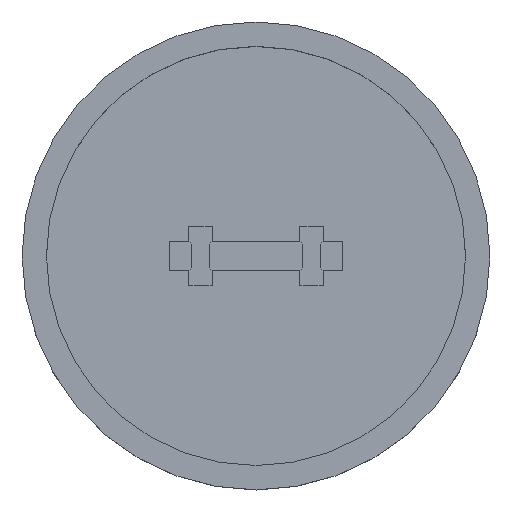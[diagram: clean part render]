
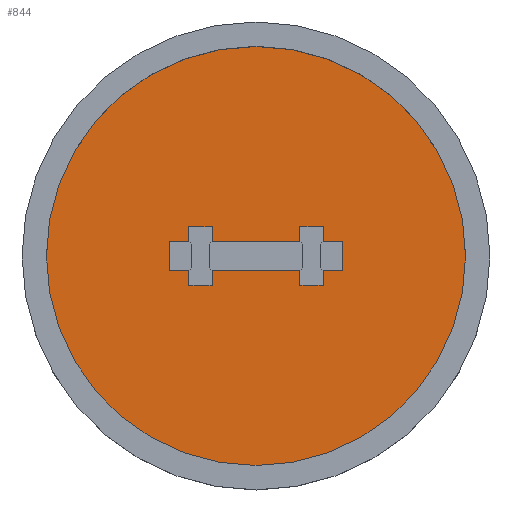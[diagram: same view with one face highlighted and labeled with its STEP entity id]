
A CAD part, top view. The second image highlights one B-rep face of the part: STEP entity #844.
In plain terms, the highlighted planar face has unit normal (0, 0, 1).
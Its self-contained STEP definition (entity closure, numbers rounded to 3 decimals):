
#16=FACE_BOUND('',#115,.T.);
#20=CIRCLE('',#907,10.75);
#68=FACE_OUTER_BOUND('',#114,.T.);
#114=EDGE_LOOP('',(#724));
#115=EDGE_LOOP('',(#725,#726,#727,#728,#729,#730,#731,#732,#733,#734,#735,
#736,#737,#738,#739,#740,#741,#742,#743,#744,#745,#746));
#122=LINE('',#1138,#231);
#136=LINE('',#1167,#245);
#140=LINE('',#1174,#249);
#143=LINE('',#1180,#252);
#146=LINE('',#1186,#255);
#149=LINE('',#1192,#258);
#162=LINE('',#1218,#271);
#165=LINE('',#1225,#274);
#169=LINE('',#1233,#278);
#182=LINE('',#1260,#291);
#186=LINE('',#1267,#295);
#189=LINE('',#1273,#298);
#202=LINE('',#1300,#311);
#206=LINE('',#1306,#315);
#208=LINE('',#1311,#317);
#211=LINE('',#1317,#320);
#214=LINE('',#1322,#323);
#216=LINE('',#1326,#325);
#218=LINE('',#1329,#327);
#220=LINE('',#1334,#329);
#223=LINE('',#1340,#332);
#226=LINE('',#1345,#335);
#231=VECTOR('',#921,10.);
#245=VECTOR('',#943,10.);
#249=VECTOR('',#949,10.);
#252=VECTOR('',#954,10.);
#255=VECTOR('',#959,10.);
#258=VECTOR('',#964,10.);
#271=VECTOR('',#985,10.);
#274=VECTOR('',#992,10.);
#278=VECTOR('',#998,10.);
#291=VECTOR('',#1019,10.);
#295=VECTOR('',#1025,10.);
#298=VECTOR('',#1030,10.);
#311=VECTOR('',#1051,10.);
#315=VECTOR('',#1057,10.);
#317=VECTOR('',#1063,10.);
#320=VECTOR('',#1068,10.);
#323=VECTOR('',#1073,10.);
#325=VECTOR('',#1079,10.);
#327=VECTOR('',#1083,10.);
#329=VECTOR('',#1089,10.);
#332=VECTOR('',#1094,10.);
#335=VECTOR('',#1099,10.);
#340=VERTEX_POINT('',#1136);
#341=VERTEX_POINT('',#1137);
#351=VERTEX_POINT('',#1165);
#352=VERTEX_POINT('',#1166);
#354=VERTEX_POINT('',#1173);
#356=VERTEX_POINT('',#1179);
#358=VERTEX_POINT('',#1185);
#360=VERTEX_POINT('',#1191);
#369=VERTEX_POINT('',#1217);
#370=VERTEX_POINT('',#1223);
#371=VERTEX_POINT('',#1224);
#374=VERTEX_POINT('',#1232);
#383=VERTEX_POINT('',#1258);
#384=VERTEX_POINT('',#1259);
#386=VERTEX_POINT('',#1266);
#388=VERTEX_POINT('',#1272);
#397=VERTEX_POINT('',#1298);
#398=VERTEX_POINT('',#1299);
#400=VERTEX_POINT('',#1310);
#402=VERTEX_POINT('',#1316);
#404=VERTEX_POINT('',#1333);
#406=VERTEX_POINT('',#1339);
#410=VERTEX_POINT('',#1355);
#414=EDGE_CURVE('',#340,#341,#122,.T.);
#428=EDGE_CURVE('',#351,#352,#136,.T.);
#432=EDGE_CURVE('',#354,#351,#140,.T.);
#435=EDGE_CURVE('',#341,#356,#143,.T.);
#438=EDGE_CURVE('',#356,#358,#146,.T.);
#441=EDGE_CURVE('',#358,#360,#149,.T.);
#454=EDGE_CURVE('',#369,#354,#162,.T.);
#457=EDGE_CURVE('',#370,#371,#165,.T.);
#461=EDGE_CURVE('',#374,#370,#169,.T.);
#474=EDGE_CURVE('',#383,#384,#182,.T.);
#478=EDGE_CURVE('',#371,#386,#186,.T.);
#481=EDGE_CURVE('',#386,#388,#189,.T.);
#494=EDGE_CURVE('',#397,#398,#202,.T.);
#498=EDGE_CURVE('',#398,#383,#206,.T.);
#500=EDGE_CURVE('',#352,#400,#208,.T.);
#503=EDGE_CURVE('',#400,#402,#211,.T.);
#506=EDGE_CURVE('',#402,#340,#214,.T.);
#508=EDGE_CURVE('',#384,#369,#216,.T.);
#510=EDGE_CURVE('',#360,#374,#218,.T.);
#512=EDGE_CURVE('',#404,#397,#220,.T.);
#515=EDGE_CURVE('',#388,#406,#223,.T.);
#518=EDGE_CURVE('',#406,#404,#226,.T.);
#523=EDGE_CURVE('',#410,#410,#20,.T.);
#724=ORIENTED_EDGE('',*,*,#523,.F.);
#725=ORIENTED_EDGE('',*,*,#512,.T.);
#726=ORIENTED_EDGE('',*,*,#494,.T.);
#727=ORIENTED_EDGE('',*,*,#498,.T.);
#728=ORIENTED_EDGE('',*,*,#474,.T.);
#729=ORIENTED_EDGE('',*,*,#508,.T.);
#730=ORIENTED_EDGE('',*,*,#454,.T.);
#731=ORIENTED_EDGE('',*,*,#432,.T.);
#732=ORIENTED_EDGE('',*,*,#428,.T.);
#733=ORIENTED_EDGE('',*,*,#500,.T.);
#734=ORIENTED_EDGE('',*,*,#503,.T.);
#735=ORIENTED_EDGE('',*,*,#506,.T.);
#736=ORIENTED_EDGE('',*,*,#414,.T.);
#737=ORIENTED_EDGE('',*,*,#435,.T.);
#738=ORIENTED_EDGE('',*,*,#438,.T.);
#739=ORIENTED_EDGE('',*,*,#441,.T.);
#740=ORIENTED_EDGE('',*,*,#510,.T.);
#741=ORIENTED_EDGE('',*,*,#461,.T.);
#742=ORIENTED_EDGE('',*,*,#457,.T.);
#743=ORIENTED_EDGE('',*,*,#478,.T.);
#744=ORIENTED_EDGE('',*,*,#481,.T.);
#745=ORIENTED_EDGE('',*,*,#515,.T.);
#746=ORIENTED_EDGE('',*,*,#518,.T.);
#801=PLANE('',#906);
#844=ADVANCED_FACE('',(#68,#16),#801,.T.);
#906=AXIS2_PLACEMENT_3D('',#1354,#1110,#1111);
#907=AXIS2_PLACEMENT_3D('',#1356,#1112,#1113);
#921=DIRECTION('',(0.,-1.,0.));
#943=DIRECTION('',(0.,-1.,0.));
#949=DIRECTION('',(1.,0.,0.));
#954=DIRECTION('',(-1.,0.,0.));
#959=DIRECTION('',(-1.,0.,0.));
#964=DIRECTION('',(0.,1.,0.));
#985=DIRECTION('',(0.,1.,0.));
#992=DIRECTION('',(-1.,0.,0.));
#998=DIRECTION('',(0.,-1.,0.));
#1019=DIRECTION('',(0.,-1.,0.));
#1025=DIRECTION('',(-1.,0.,0.));
#1030=DIRECTION('',(0.,1.,0.));
#1051=DIRECTION('',(0.,1.,0.));
#1057=DIRECTION('',(1.,0.,0.));
#1063=DIRECTION('',(1.,0.,0.));
#1068=DIRECTION('',(0.,-1.,0.));
#1073=DIRECTION('',(-1.,0.,0.));
#1079=DIRECTION('',(1.,0.,0.));
#1083=DIRECTION('',(-1.,0.,0.));
#1089=DIRECTION('',(1.,0.,0.));
#1094=DIRECTION('',(-1.,0.,0.));
#1099=DIRECTION('',(0.,1.,0.));
#1110=DIRECTION('center_axis',(0.,0.,1.));
#1111=DIRECTION('ref_axis',(1.,0.,0.));
#1112=DIRECTION('center_axis',(0.,0.,-1.));
#1113=DIRECTION('ref_axis',(1.,0.,0.));
#1136=CARTESIAN_POINT('',(3.45,-0.75,1.));
#1137=CARTESIAN_POINT('',(3.45,-1.5,1.));
#1138=CARTESIAN_POINT('',(3.45,0.,1.));
#1165=CARTESIAN_POINT('',(3.45,1.5,1.));
#1166=CARTESIAN_POINT('',(3.45,0.75,1.));
#1167=CARTESIAN_POINT('',(3.45,1.5,1.));
#1173=CARTESIAN_POINT('',(2.25,1.5,1.));
#1174=CARTESIAN_POINT('',(2.85,1.5,1.));
#1179=CARTESIAN_POINT('',(2.85,-1.5,1.));
#1180=CARTESIAN_POINT('',(2.85,-1.5,1.));
#1185=CARTESIAN_POINT('',(2.25,-1.5,1.));
#1186=CARTESIAN_POINT('',(2.25,-1.5,1.));
#1191=CARTESIAN_POINT('',(2.25,-0.75,1.));
#1192=CARTESIAN_POINT('',(2.25,0.,1.));
#1217=CARTESIAN_POINT('',(2.25,0.75,1.));
#1218=CARTESIAN_POINT('',(2.25,1.5,1.));
#1223=CARTESIAN_POINT('',(-2.25,-1.5,1.));
#1224=CARTESIAN_POINT('',(-2.85,-1.5,1.));
#1225=CARTESIAN_POINT('',(-2.25,-1.5,1.));
#1232=CARTESIAN_POINT('',(-2.25,-0.75,1.));
#1233=CARTESIAN_POINT('',(-2.25,0.,1.));
#1258=CARTESIAN_POINT('',(-2.25,1.5,1.));
#1259=CARTESIAN_POINT('',(-2.25,0.75,1.));
#1260=CARTESIAN_POINT('',(-2.25,0.,1.));
#1266=CARTESIAN_POINT('',(-3.45,-1.5,1.));
#1267=CARTESIAN_POINT('',(-3.45,-1.5,1.));
#1272=CARTESIAN_POINT('',(-3.45,-0.75,1.));
#1273=CARTESIAN_POINT('',(-3.45,0.,1.));
#1298=CARTESIAN_POINT('',(-3.45,0.75,1.));
#1299=CARTESIAN_POINT('',(-3.45,1.5,1.));
#1300=CARTESIAN_POINT('',(-3.45,0.,1.));
#1306=CARTESIAN_POINT('',(-2.85,1.5,1.));
#1310=CARTESIAN_POINT('',(4.45,0.75,1.));
#1311=CARTESIAN_POINT('',(3.45,0.75,1.));
#1316=CARTESIAN_POINT('',(4.45,-0.75,1.));
#1317=CARTESIAN_POINT('',(4.45,0.75,1.));
#1322=CARTESIAN_POINT('',(3.45,-0.75,1.));
#1326=CARTESIAN_POINT('',(-2.25,0.75,1.));
#1329=CARTESIAN_POINT('',(-2.25,-0.75,1.));
#1333=CARTESIAN_POINT('',(-4.45,0.75,1.));
#1334=CARTESIAN_POINT('',(-3.45,0.75,1.));
#1339=CARTESIAN_POINT('',(-4.45,-0.75,1.));
#1340=CARTESIAN_POINT('',(-3.45,-0.75,1.));
#1345=CARTESIAN_POINT('',(-4.45,0.75,1.));
#1354=CARTESIAN_POINT('Origin',(0.,0.,1.));
#1355=CARTESIAN_POINT('',(-10.75,0.,1.));
#1356=CARTESIAN_POINT('Origin',(0.,0.,1.));
